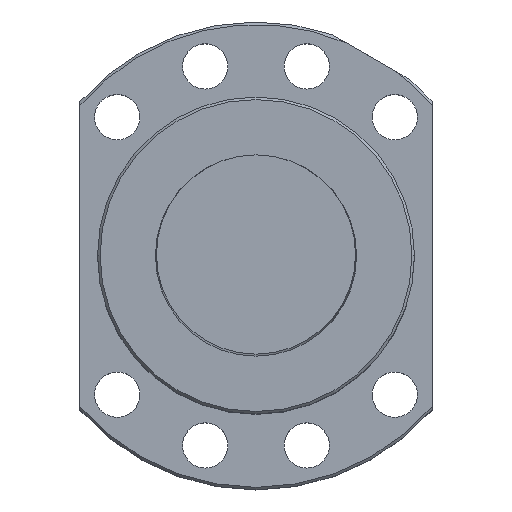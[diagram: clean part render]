
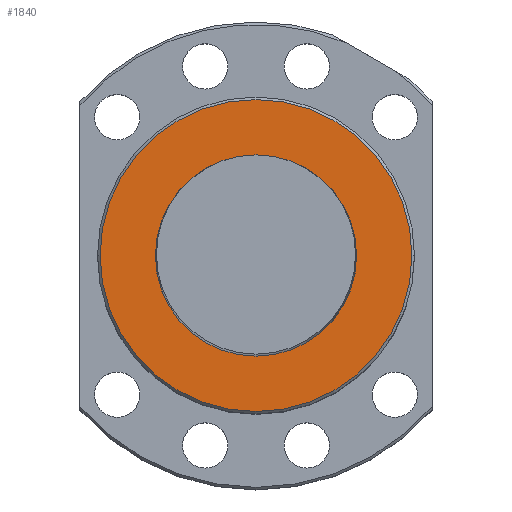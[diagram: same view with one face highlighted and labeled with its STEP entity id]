
A CAD part, top view. The second image highlights one B-rep face of the part: STEP entity #1840.
In plain terms, the highlighted face is planar.
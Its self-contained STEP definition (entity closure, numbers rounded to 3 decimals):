
#282 = CIRCLE ( 'NONE', #1585, 31. ) ;
#316 = VERTEX_POINT ( 'NONE', #1530 ) ;
#391 = ORIENTED_EDGE ( 'NONE', *, *, #1295, .T. ) ;
#411 = CIRCLE ( 'NONE', #1915, 20. ) ;
#449 = ORIENTED_EDGE ( 'NONE', *, *, #1667, .F. ) ;
#451 = DIRECTION ( 'NONE',  ( 1., 0., 0. ) ) ;
#453 = DIRECTION ( 'NONE',  ( 0., 0., -1. ) ) ;
#457 = CARTESIAN_POINT ( 'NONE',  ( 0., 0., -66. ) ) ;
#503 = DIRECTION ( 'NONE',  ( 1., 0., 0. ) ) ;
#505 = DIRECTION ( 'NONE',  ( 0., 0., 1. ) ) ;
#506 = CARTESIAN_POINT ( 'NONE',  ( -31.372, -31.372, -66. ) ) ;
#508 = PLANE ( 'NONE',  #855 ) ;
#512 = CARTESIAN_POINT ( 'NONE',  ( -20., 0., -66. ) ) ;
#515 = EDGE_CURVE ( 'NONE', #1513, #1826, #411, .T. ) ;
#666 = DIRECTION ( 'NONE',  ( 1., 0., 0. ) ) ;
#668 = DIRECTION ( 'NONE',  ( 0., 0., -1. ) ) ;
#670 = CARTESIAN_POINT ( 'NONE',  ( 0., 0., -66. ) ) ;
#743 = CIRCLE ( 'NONE', #1245, 20. ) ;
#755 = AXIS2_PLACEMENT_3D ( 'NONE', #457, #453, #451 ) ;
#757 = CARTESIAN_POINT ( 'NONE',  ( 20., 0., -66. ) ) ;
#807 = EDGE_LOOP ( 'NONE', ( #1774, #391 ) ) ;
#855 = AXIS2_PLACEMENT_3D ( 'NONE', #506, #505, #503 ) ;
#874 = CARTESIAN_POINT ( 'NONE',  ( -31., 0., -66. ) ) ;
#881 = FACE_OUTER_BOUND ( 'NONE', #807, .T. ) ;
#904 = DIRECTION ( 'NONE',  ( 1., 0., 0. ) ) ;
#906 = DIRECTION ( 'NONE',  ( 0., 0., -1. ) ) ;
#910 = CARTESIAN_POINT ( 'NONE',  ( 0., 0., -66. ) ) ;
#911 = ORIENTED_EDGE ( 'NONE', *, *, #515, .F. ) ;
#924 = FACE_BOUND ( 'NONE', #1955, .T. ) ;
#1245 = AXIS2_PLACEMENT_3D ( 'NONE', #670, #668, #666 ) ;
#1295 = EDGE_CURVE ( 'NONE', #1382, #316, #282, .T. ) ;
#1382 = VERTEX_POINT ( 'NONE', #874 ) ;
#1402 = DIRECTION ( 'NONE',  ( 1., 0., 0. ) ) ;
#1403 = CIRCLE ( 'NONE', #755, 31. ) ;
#1404 = DIRECTION ( 'NONE',  ( 0., 0., -1. ) ) ;
#1405 = CARTESIAN_POINT ( 'NONE',  ( 0., 0., -66. ) ) ;
#1513 = VERTEX_POINT ( 'NONE', #757 ) ;
#1530 = CARTESIAN_POINT ( 'NONE',  ( 31., 0., -66. ) ) ;
#1585 = AXIS2_PLACEMENT_3D ( 'NONE', #910, #906, #904 ) ;
#1667 = EDGE_CURVE ( 'NONE', #1826, #1513, #743, .T. ) ;
#1774 = ORIENTED_EDGE ( 'NONE', *, *, #1868, .T. ) ;
#1826 = VERTEX_POINT ( 'NONE', #512 ) ;
#1840 = ADVANCED_FACE ( 'NONE', ( #924, #881 ), #508, .F. ) ;
#1868 = EDGE_CURVE ( 'NONE', #316, #1382, #1403, .T. ) ;
#1915 = AXIS2_PLACEMENT_3D ( 'NONE', #1405, #1404, #1402 ) ;
#1955 = EDGE_LOOP ( 'NONE', ( #911, #449 ) ) ;
